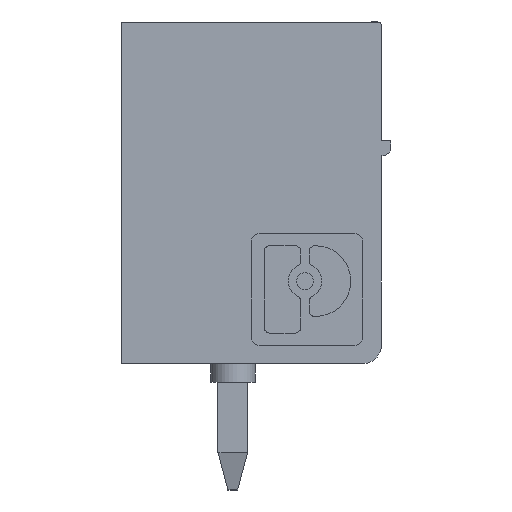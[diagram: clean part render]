
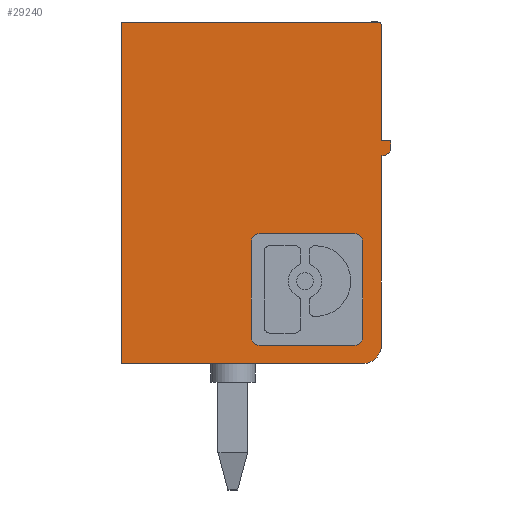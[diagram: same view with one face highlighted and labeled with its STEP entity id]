
A CAD part, left-side view. The second image highlights one B-rep face of the part: STEP entity #29240.
In plain terms, the highlighted face is planar.
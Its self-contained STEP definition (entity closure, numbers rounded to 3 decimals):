
#5040=CARTESIAN_POINT('',(0.,0.,-29.27));
#5050=DIRECTION('',(0.,1.,0.));
#5060=VECTOR('',#5050,1.);
#5070=LINE('',#5040,#5060);
#5080=CARTESIAN_POINT('',(0.,0.,-29.27));
#5090=VERTEX_POINT('',#5080);
#5100=CARTESIAN_POINT('',(0.,6.5,-29.27));
#5110=VERTEX_POINT('',#5100);
#5120=EDGE_CURVE('',#5090,#5110,#5070,.T.);
#5470=CARTESIAN_POINT('',(9.2,0.,-29.27)
);
#5480=VERTEX_POINT('',#5470);
#5510=CARTESIAN_POINT('',(9.2,0.,-29.27)
);
#5520=DIRECTION('',(-1.,0.,0.));
#5530=VECTOR('',#5520,1.);
#5540=LINE('',#5510,#5530);
#5550=EDGE_CURVE('',#5480,#5090,#5540,.T.);
#16370=CARTESIAN_POINT('',(9.2,0.,-29.27));
#16380=DIRECTION('',(0.,1.,0.));
#16390=VECTOR('',#16380,1.);
#16400=LINE('',#16370,#16390);
#16410=CARTESIAN_POINT('',(9.2,6.9,-29.27));
#16420=VERTEX_POINT('',#16410);
#16430=EDGE_CURVE('',#5480,#16420,#16400,.T.);
#16730=CARTESIAN_POINT('',(9.1,7.,-29.27));
#16740=VERTEX_POINT('',#16730);
#16770=CARTESIAN_POINT('',(9.1,6.9,-29.27));
#16780=DIRECTION('',(0.,0.,-1.));
#16790=DIRECTION('',(0.,1.,0.));
#16800=AXIS2_PLACEMENT_3D('',#16770,#16780,#16790);
#16810=CIRCLE('',#16800,0.1);
#16820=EDGE_CURVE('',#16740,#16420,#16810,.T.);
#24770=CARTESIAN_POINT('',(6.,7.,-29.27));
#24780=VERTEX_POINT('',#24770);
#24810=CARTESIAN_POINT('',(9.1,7.,-29.27));
#24820=DIRECTION('',(-1.,0.,0.));
#24830=VECTOR('',#24820,1.);
#24840=LINE('',#24810,#24830);
#24850=EDGE_CURVE('',#16740,#24780,#24840,.T.);
#26650=CARTESIAN_POINT('',(6.,7.25,-29.27));
#26660=VERTEX_POINT('',#26650);
#26690=CARTESIAN_POINT('',(6.,7.,-29.27));
#26700=DIRECTION('',(0.,1.,0.));
#26710=VECTOR('',#26700,1.);
#26720=LINE('',#26690,#26710);
#26730=EDGE_CURVE('',#24780,#26660,#26720,.T.);
#26960=CARTESIAN_POINT('',(5.8,7.25,-29.27));
#26970=VERTEX_POINT('',#26960);
#27000=CARTESIAN_POINT('',(6.,7.25,-29.27));
#27010=DIRECTION('',(-1.,0.,0.));
#27020=VECTOR('',#27010,1.);
#27030=LINE('',#27000,#27020);
#27040=EDGE_CURVE('',#26660,#26970,#27030,.T.);
#27270=CARTESIAN_POINT('',(5.6,7.05,-29.27));
#27280=VERTEX_POINT('',#27270);
#27310=CARTESIAN_POINT('',(5.8,7.05,-29.27));
#27320=DIRECTION('',(0.,0.,-1.));
#27330=DIRECTION('',(-1.,0.,0.));
#27340=AXIS2_PLACEMENT_3D('',#27310,#27320,#27330);
#27350=CIRCLE('',#27340,0.2);
#27360=EDGE_CURVE('',#27280,#26970,#27350,.T.);
#27590=CARTESIAN_POINT('',(5.6,7.,-29.27));
#27600=VERTEX_POINT('',#27590);
#27630=CARTESIAN_POINT('',(5.6,7.05,-29.27));
#27640=DIRECTION('',(0.,-1.,0.));
#27650=VECTOR('',#27640,1.);
#27660=LINE('',#27630,#27650);
#27670=EDGE_CURVE('',#27280,#27600,#27660,.T.);
#27900=CARTESIAN_POINT('',(0.5,7.,-29.27));
#27910=VERTEX_POINT('',#27900);
#27940=CARTESIAN_POINT('',(5.6,7.,-29.27));
#27950=DIRECTION('',(-1.,0.,0.));
#27960=VECTOR('',#27950,1.);
#27970=LINE('',#27940,#27960);
#27980=EDGE_CURVE('',#27600,#27910,#27970,.T.);
#28180=CARTESIAN_POINT('',(0.5,6.5,-29.27));
#28190=DIRECTION('',(0.,0.,-1.));
#28200=DIRECTION('',(-1.,0.,0.));
#28210=AXIS2_PLACEMENT_3D('',#28180,#28190,#28200);
#28220=CIRCLE('',#28210,0.5);
#28230=EDGE_CURVE('',#5110,#27910,#28220,.T.);
#28360=CARTESIAN_POINT('',(0.,0.,-29.27));
#28370=DIRECTION('',(0.,0.,1.));
#28380=DIRECTION('',(1.,0.,0.));
#28390=AXIS2_PLACEMENT_3D('',#28360,#28370,#28380);
#28400=PLANE('',#28390);
#28410=CARTESIAN_POINT('',(0.711,6.5,-29.27));
#28420=DIRECTION('',(1.,0.,0.));
#28430=VECTOR('',#28420,1.);
#28440=LINE('',#28410,#28430);
#28450=CARTESIAN_POINT('',(0.711,6.5,-29.27));
#28460=VERTEX_POINT('',#28450);
#28470=CARTESIAN_POINT('',(3.289,6.5,-29.27));
#28480=VERTEX_POINT('',#28470);
#28490=EDGE_CURVE('',#28460,#28480,#28440,.T.);
#28500=ORIENTED_EDGE('',*,*,#28490,.F.);
#28510=CARTESIAN_POINT('',(3.289,6.289,-29.27));
#28520=DIRECTION('',(0.,0.,1.));
#28530=DIRECTION('',(1.,0.,0.));
#28540=AXIS2_PLACEMENT_3D('',#28510,#28520,#28530);
#28550=CIRCLE('',#28540,0.211);
#28560=CARTESIAN_POINT('',(3.5,6.289,-29.27));
#28570=VERTEX_POINT('',#28560);
#28580=EDGE_CURVE('',#28570,#28480,#28550,.T.);
#28590=ORIENTED_EDGE('',*,*,#28580,.T.);
#28600=CARTESIAN_POINT('',(3.5,6.289,-29.27));
#28610=DIRECTION('',(0.,-1.,0.));
#28620=VECTOR('',#28610,1.);
#28630=LINE('',#28600,#28620);
#28640=CARTESIAN_POINT('',(3.5,3.711,-29.27));
#28650=VERTEX_POINT('',#28640);
#28660=EDGE_CURVE('',#28570,#28650,#28630,.T.);
#28670=ORIENTED_EDGE('',*,*,#28660,.F.);
#28680=CARTESIAN_POINT('',(3.289,3.711,-29.27));
#28690=DIRECTION('',(0.,0.,1.));
#28700=DIRECTION('',(0.,-1.,0.));
#28710=AXIS2_PLACEMENT_3D('',#28680,#28690,#28700);
#28720=CIRCLE('',#28710,0.211);
#28730=CARTESIAN_POINT('',(3.289,3.5,-29.27));
#28740=VERTEX_POINT('',#28730);
#28750=EDGE_CURVE('',#28740,#28650,#28720,.T.);
#28760=ORIENTED_EDGE('',*,*,#28750,.T.);
#28770=CARTESIAN_POINT('',(3.289,3.5,-29.27));
#28780=DIRECTION('',(-1.,0.,0.));
#28790=VECTOR('',#28780,1.);
#28800=LINE('',#28770,#28790);
#28810=CARTESIAN_POINT('',(0.711,3.5,-29.27));
#28820=VERTEX_POINT('',#28810);
#28830=EDGE_CURVE('',#28740,#28820,#28800,.T.);
#28840=ORIENTED_EDGE('',*,*,#28830,.F.);
#28850=CARTESIAN_POINT('',(0.711,3.711,-29.27));
#28860=DIRECTION('',(0.,0.,1.));
#28870=DIRECTION('',(-1.,0.,0.));
#28880=AXIS2_PLACEMENT_3D('',#28850,#28860,#28870);
#28890=CIRCLE('',#28880,0.211);
#28900=CARTESIAN_POINT('',(0.5,3.711,-29.27));
#28910=VERTEX_POINT('',#28900);
#28920=EDGE_CURVE('',#28910,#28820,#28890,.T.);
#28930=ORIENTED_EDGE('',*,*,#28920,.T.);
#28940=CARTESIAN_POINT('',(0.5,3.711,-29.27));
#28950=DIRECTION('',(0.,1.,0.));
#28960=VECTOR('',#28950,1.);
#28970=LINE('',#28940,#28960);
#28980=CARTESIAN_POINT('',(0.5,6.289,-29.27));
#28990=VERTEX_POINT('',#28980);
#29000=EDGE_CURVE('',#28910,#28990,#28970,.T.);
#29010=ORIENTED_EDGE('',*,*,#29000,.F.);
#29020=CARTESIAN_POINT('',(0.711,6.289,-29.27));
#29030=DIRECTION('',(0.,0.,1.));
#29040=DIRECTION('',(0.,1.,0.));
#29050=AXIS2_PLACEMENT_3D('',#29020,#29030,#29040);
#29060=CIRCLE('',#29050,0.211);
#29070=EDGE_CURVE('',#28460,#28990,#29060,.T.);
#29080=ORIENTED_EDGE('',*,*,#29070,.T.);
#29090=EDGE_LOOP('',(#29080,#29010,#28930,#28840,#28760,#28670,#28590,
#28500));
#29100=FACE_BOUND('',#29090,.T.);
#29110=ORIENTED_EDGE('',*,*,#5120,.T.);
#29120=ORIENTED_EDGE('',*,*,#5550,.T.);
#29130=ORIENTED_EDGE('',*,*,#16430,.F.);
#29140=ORIENTED_EDGE('',*,*,#16820,.T.);
#29150=ORIENTED_EDGE('',*,*,#24850,.F.);
#29160=ORIENTED_EDGE('',*,*,#26730,.F.);
#29170=ORIENTED_EDGE('',*,*,#27040,.F.);
#29180=ORIENTED_EDGE('',*,*,#27360,.T.);
#29190=ORIENTED_EDGE('',*,*,#27670,.F.);
#29200=ORIENTED_EDGE('',*,*,#27980,.F.);
#29210=ORIENTED_EDGE('',*,*,#28230,.T.);
#29220=EDGE_LOOP('',(#29210,#29200,#29190,#29180,#29170,#29160,#29150,
#29140,#29130,#29120,#29110));
#29230=FACE_OUTER_BOUND('',#29220,.T.);
#29240=ADVANCED_FACE('',(#29100,#29230),#28400,.F.);
